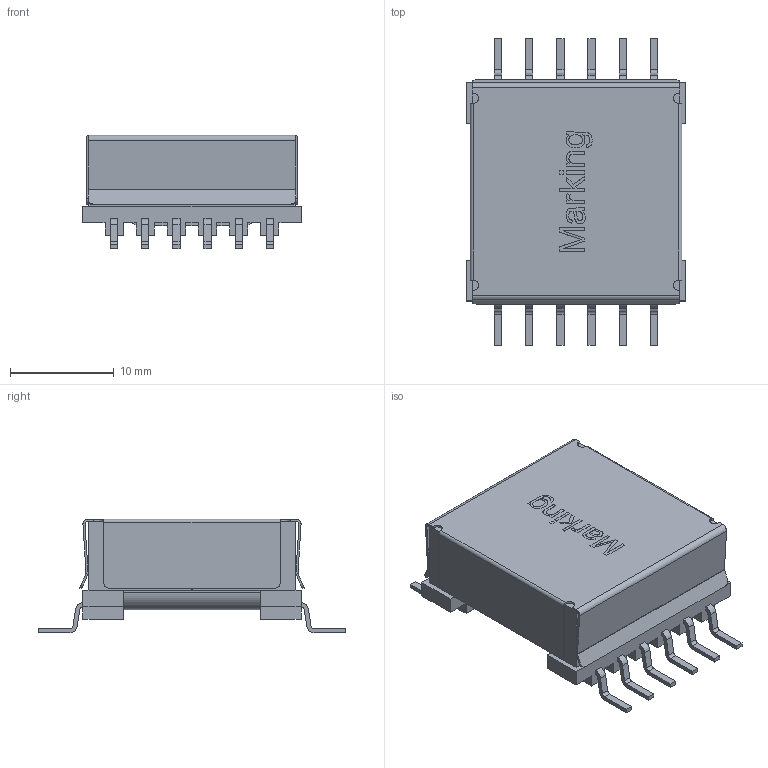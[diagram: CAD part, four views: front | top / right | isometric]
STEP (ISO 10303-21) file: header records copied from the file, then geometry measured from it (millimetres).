
FILE_DESCRIPTION( ( 'Unknown' ), '1' );
FILE_NAME( '7491965xx.stp', 'Unknown', ( 'Unknown' ), ( 'Unknown' ), 'PSStep 19.0.9', 'Unknown', ' ' );
FILE_SCHEMA( ( 'AUTOMOTIVE_DESIGN { 1 0 10303 214 1 1 1 1 }' ) );
Length unit declared in the file: millimetre
Products named in the file (4): Assem1; Core_EFD 20; bobbin; clip_EFD 20
Assembly tree (4 placements, depth 2):
  Assem1
    Core_EFD 20  x2
    bobbin
    clip_EFD 20
Bounding box: 21 x 29.5 x 10.93 mm (x, y, z)
Volume: 2972.8 mm3; surface area: 5355 mm2
Topology: 4 solids, 4 shells, 448 faces, 1220 edges, 804 vertices
Faces by surface type: plane 324, cylinder 108, extrusion 16
Entity records: 17292 total; most frequent: CARTESIAN_POINT 3230, ORIENTED_EDGE 2294, DIRECTION 2075, EDGE_CURVE 1147, VECTOR 823, LINE 807, VERTEX_POINT 756, AXIS2_PLACEMENT_3D 626
